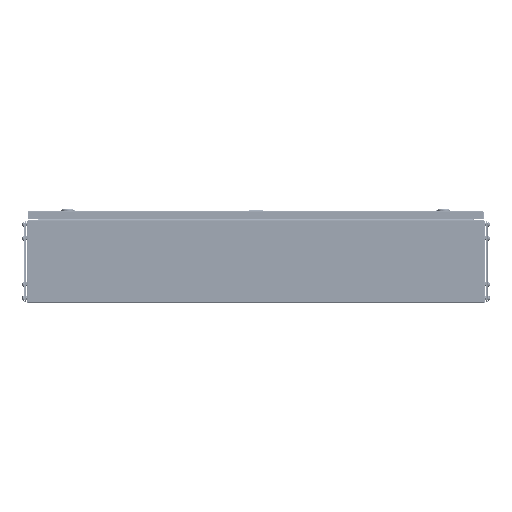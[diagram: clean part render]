
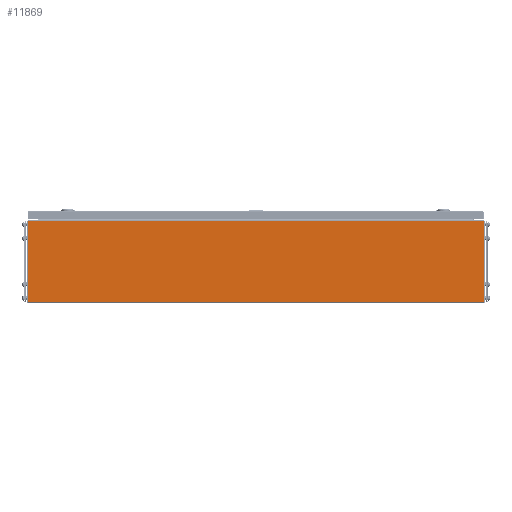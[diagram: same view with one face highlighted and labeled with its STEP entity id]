
A CAD part, left-side view. The second image highlights one B-rep face of the part: STEP entity #11869.
In plain terms, the highlighted planar face has unit normal (-1, 0, 0).
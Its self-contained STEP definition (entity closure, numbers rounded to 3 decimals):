
#696 = CARTESIAN_POINT ( 'NONE',  ( -250., -495.5, 177.5 ) ) ;
#2804 = DIRECTION ( 'NONE',  ( 1., 0., 0. ) ) ;
#5464 = CARTESIAN_POINT ( 'NONE',  ( -250., 495.5, 1. ) ) ;
#6245 = ORIENTED_EDGE ( 'NONE', *, *, #61066, .T. ) ;
#7783 = VECTOR ( 'NONE', #37996, 1000. ) ;
#9223 = EDGE_CURVE ( 'NONE', #26890, #86118, #63730, .T. ) ;
#11869 = ADVANCED_FACE ( 'NONE', ( #23066 ), #16052, .F. ) ;
#12311 = VECTOR ( 'NONE', #70308, 1000. ) ;
#12630 = CARTESIAN_POINT ( 'NONE',  ( -250., -495.5, 177.5 ) ) ;
#16052 = PLANE ( 'NONE',  #67855 ) ;
#16116 = VERTEX_POINT ( 'NONE', #49690 ) ;
#16254 = CARTESIAN_POINT ( 'NONE',  ( -250., -495.5, 0. ) ) ;
#16752 = CARTESIAN_POINT ( 'NONE',  ( -250., 495.5, 0. ) ) ;
#17352 = CARTESIAN_POINT ( 'NONE',  ( -250., 0., 0. ) ) ;
#21292 = ORIENTED_EDGE ( 'NONE', *, *, #63732, .T. ) ;
#23066 = FACE_OUTER_BOUND ( 'NONE', #64538, .T. ) ;
#24464 = ORIENTED_EDGE ( 'NONE', *, *, #9223, .T. ) ;
#24555 = DIRECTION ( 'NONE',  ( 0., 0., 1. ) ) ;
#26890 = VERTEX_POINT ( 'NONE', #51310 ) ;
#28790 = CARTESIAN_POINT ( 'NONE',  ( -250., 495.5, 1. ) ) ;
#30904 = ORIENTED_EDGE ( 'NONE', *, *, #40414, .F. ) ;
#31370 = DIRECTION ( 'NONE',  ( 0., 0., -1. ) ) ;
#33269 = DIRECTION ( 'NONE',  ( 0., 1., 0. ) ) ;
#37996 = DIRECTION ( 'NONE',  ( 0., 1., 0. ) ) ;
#39325 = LINE ( 'NONE', #5464, #7783 ) ;
#39770 = VECTOR ( 'NONE', #24555, 1000. ) ;
#40414 = EDGE_CURVE ( 'NONE', #16116, #86118, #39325, .T. ) ;
#49690 = CARTESIAN_POINT ( 'NONE',  ( -250., -495.5, 1. ) ) ;
#51310 = CARTESIAN_POINT ( 'NONE',  ( -250., 495.5, 177.5 ) ) ;
#56646 = LINE ( 'NONE', #16254, #39770 ) ;
#58194 = VERTEX_POINT ( 'NONE', #696 ) ;
#61066 = EDGE_CURVE ( 'NONE', #16116, #58194, #56646, .T. ) ;
#63730 = LINE ( 'NONE', #16752, #12311 ) ;
#63732 = EDGE_CURVE ( 'NONE', #58194, #26890, #72844, .T. ) ;
#64538 = EDGE_LOOP ( 'NONE', ( #21292, #24464, #30904, #6245 ) ) ;
#67855 = AXIS2_PLACEMENT_3D ( 'NONE', #17352, #2804, #31370 ) ;
#70308 = DIRECTION ( 'NONE',  ( 0., 0., -1. ) ) ;
#72844 = LINE ( 'NONE', #12630, #78728 ) ;
#78728 = VECTOR ( 'NONE', #33269, 1000. ) ;
#86118 = VERTEX_POINT ( 'NONE', #28790 ) ;
